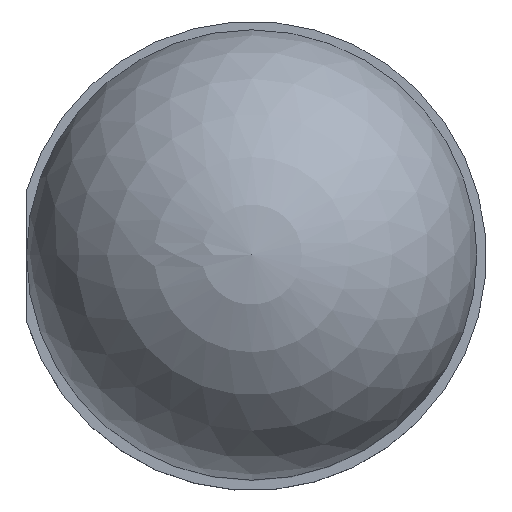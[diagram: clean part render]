
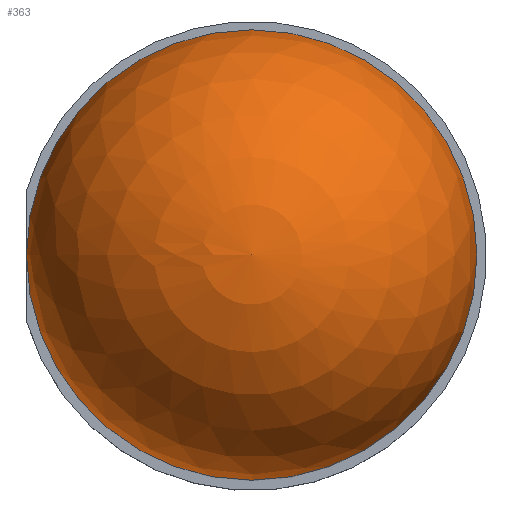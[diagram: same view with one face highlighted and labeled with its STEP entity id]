
A CAD part, top view. The second image highlights one B-rep face of the part: STEP entity #363.
In plain terms, the highlighted spherical face has radius 2.4 mm.
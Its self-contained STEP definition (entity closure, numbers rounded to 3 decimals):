
#13=SPHERICAL_SURFACE('',#412,2.4);
#34=FACE_OUTER_BOUND('',#60,.T.);
#60=EDGE_LOOP('',(#259,#260,#261));
#82=CIRCLE('',#411,2.4);
#83=CIRCLE('',#413,2.4);
#170=VERTEX_POINT('',#561);
#171=VERTEX_POINT('',#564);
#203=EDGE_CURVE('',#170,#170,#82,.T.);
#204=EDGE_CURVE('',#171,#170,#83,.T.);
#259=ORIENTED_EDGE('',*,*,#203,.T.);
#260=ORIENTED_EDGE('',*,*,#204,.F.);
#261=ORIENTED_EDGE('',*,*,#204,.T.);
#363=ADVANCED_FACE('',(#34),#13,.T.);
#411=AXIS2_PLACEMENT_3D('',#562,#462,#463);
#412=AXIS2_PLACEMENT_3D('',#563,#464,#465);
#413=AXIS2_PLACEMENT_3D('',#565,#466,#467);
#462=DIRECTION('center_axis',(0.,0.,1.));
#463=DIRECTION('ref_axis',(0.,1.,0.));
#464=DIRECTION('center_axis',(0.,0.,1.));
#465=DIRECTION('ref_axis',(1.,0.,0.));
#466=DIRECTION('center_axis',(0.,-1.,0.));
#467=DIRECTION('ref_axis',(-1.,0.,0.));
#561=CARTESIAN_POINT('',(-2.4,0.,6.6));
#562=CARTESIAN_POINT('Origin',(0.,0.,6.6));
#563=CARTESIAN_POINT('Origin',(0.,0.,6.6));
#564=CARTESIAN_POINT('',(0.,0.,9.));
#565=CARTESIAN_POINT('Origin',(0.,0.,6.6));
